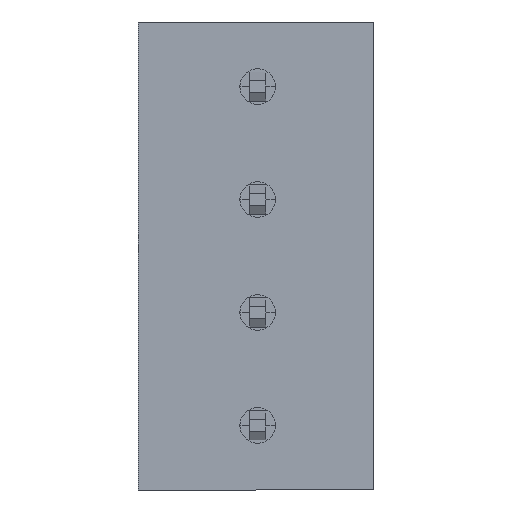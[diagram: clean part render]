
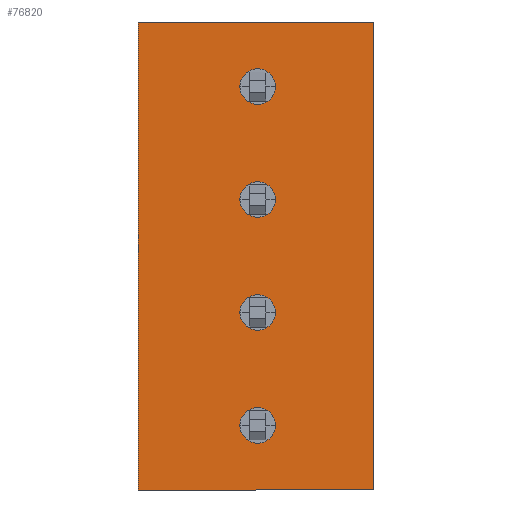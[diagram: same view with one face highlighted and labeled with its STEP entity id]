
A CAD part, front view. The second image highlights one B-rep face of the part: STEP entity #76820.
In plain terms, the highlighted planar face has unit normal (0, -1, 0).
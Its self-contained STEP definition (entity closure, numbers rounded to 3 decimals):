
#3250=CARTESIAN_POINT('',(-84.502,20.821
   ,-2.));
#3260=DIRECTION('',(1.,0.,
   0.));
#3270=VECTOR('',#3260,1.);
#3280=LINE('',#3250,#3270);
#3290=CARTESIAN_POINT('',(-34.955,20.821
   ,-2.));
#3300=VERTEX_POINT('',#3290);
#3310=CARTESIAN_POINT('',(-27.655,20.821
   ,-2.));
#3320=VERTEX_POINT('',#3310);
#3330=EDGE_CURVE('',#3300,#3320,#3280,.T.);
#18120=CARTESIAN_POINT('',(-30.805,
   20.821,7.));
#18130=VERTEX_POINT('',#18120);
#18180=CARTESIAN_POINT('',(-31.355,
   20.821,7.));
#18190=DIRECTION('',(0.,-1.,
   0.));
#18200=DIRECTION('',(1.,0.,
   0.));
#18210=AXIS2_PLACEMENT_3D('',#18180,#18190,#18200);
#18220=CIRCLE('',#18210,0.55);
#18230=CARTESIAN_POINT('',(-31.905,
   20.821,7.));
#18240=VERTEX_POINT('',#18230);
#18250=EDGE_CURVE('',#18240,#18130,#18220,.T.);
#21210=CARTESIAN_POINT('',(-34.955,
   20.821,12.5));
#21220=VERTEX_POINT('',#21210);
#21250=CARTESIAN_POINT('',(-34.955,
   20.821,8.5));
#21260=DIRECTION('',(0.,0.,
   1.));
#21270=VECTOR('',#21260,1.);
#21280=LINE('',#21250,#21270);
#21290=EDGE_CURVE('',#3300,#21220,#21280,.T.);
#21570=CARTESIAN_POINT('',(-31.905,
   20.821,3.5));
#21580=VERTEX_POINT('',#21570);
#21630=CARTESIAN_POINT('',(-31.355,
   20.821,3.5));
#21640=DIRECTION('',(0.,-1.,
   0.));
#21650=DIRECTION('',(1.,0.,
   0.));
#21660=AXIS2_PLACEMENT_3D('',#21630,#21640,#21650);
#21670=CIRCLE('',#21660,0.55);
#21680=CARTESIAN_POINT('',(-30.805,
   20.821,3.5));
#21690=VERTEX_POINT('',#21680);
#21700=EDGE_CURVE('',#21690,#21580,#21670,.T.);
#28700=CARTESIAN_POINT('',(-27.655,
   20.821,12.5));
#28710=VERTEX_POINT('',#28700);
#28830=CARTESIAN_POINT('',(-27.655,
   20.821,12.));
#28840=DIRECTION('',(0.,0.,
   -1.));
#28850=VECTOR('',#28840,1.);
#28860=LINE('',#28830,#28850);
#28870=EDGE_CURVE('',#28710,#3320,#28860,.T.);
#30430=CARTESIAN_POINT('',(-30.805,
   20.821,0.));
#30440=VERTEX_POINT('',#30430);
#30470=CARTESIAN_POINT('',(-31.355,
   20.821,0.));
#30480=DIRECTION('',(0.,-1.,
   0.));
#30490=DIRECTION('',(1.,0.,
   0.));
#30500=AXIS2_PLACEMENT_3D('',#30470,#30480,#30490);
#30510=CIRCLE('',#30500,0.55);
#30520=CARTESIAN_POINT('',(-31.905,
   20.821,0.));
#30530=VERTEX_POINT('',#30520);
#30540=EDGE_CURVE('',#30530,#30440,#30510,.T.);
#51880=CARTESIAN_POINT('',(-30.805,
   20.821,10.5));
#51890=VERTEX_POINT('',#51880);
#51940=CARTESIAN_POINT('',(-31.355,
   20.821,10.5));
#51950=DIRECTION('',(0.,-1.,
   0.));
#51960=DIRECTION('',(1.,0.,
   0.));
#51970=AXIS2_PLACEMENT_3D('',#51940,#51950,#51960);
#51980=CIRCLE('',#51970,0.55);
#51990=CARTESIAN_POINT('',(-31.905,
   20.821,10.5));
#52000=VERTEX_POINT('',#51990);
#52010=EDGE_CURVE('',#52000,#51890,#51980,.T.);
#56360=CARTESIAN_POINT('',(-84.502,
   20.821,12.5));
#56370=DIRECTION('',(1.,0.,
   0.));
#56380=VECTOR('',#56370,1.);
#56390=LINE('',#56360,#56380);
#56400=EDGE_CURVE('',#21220,#28710,#56390,.T.);
#76510=CARTESIAN_POINT('',(-27.655,
   20.821,7.));
#76520=DIRECTION('',(0.,-1.,
   0.));
#76530=DIRECTION('',(-1.,0.,
   0.));
#76540=AXIS2_PLACEMENT_3D('',#76510,#76520,#76530);
#76550=PLANE('',#76540);
#76560=EDGE_CURVE('',#51890,#52000,#51980,.T.);
#76570=ORIENTED_EDGE('',*,*,#76560,.F.);
#76580=ORIENTED_EDGE('',*,*,#52010,.F.);
#76590=EDGE_LOOP('',(#76580,#76570));
#76600=FACE_BOUND('',#76590,.T.);
#76610=ORIENTED_EDGE('',*,*,#18250,.F.);
#76620=EDGE_CURVE('',#18130,#18240,#18220,.T.);
#76630=ORIENTED_EDGE('',*,*,#76620,.F.);
#76640=EDGE_LOOP('',(#76630,#76610));
#76650=FACE_BOUND('',#76640,.T.);
#76660=EDGE_CURVE('',#30440,#30530,#30510,.T.);
#76670=ORIENTED_EDGE('',*,*,#76660,.F.);
#76680=ORIENTED_EDGE('',*,*,#30540,.F.);
#76690=EDGE_LOOP('',(#76680,#76670));
#76700=FACE_BOUND('',#76690,.T.);
#76710=EDGE_CURVE('',#21580,#21690,#21670,.T.);
#76720=ORIENTED_EDGE('',*,*,#76710,.F.);
#76730=ORIENTED_EDGE('',*,*,#21700,.F.);
#76740=EDGE_LOOP('',(#76730,#76720));
#76750=FACE_BOUND('',#76740,.T.);
#76760=ORIENTED_EDGE('',*,*,#56400,.F.);
#76770=ORIENTED_EDGE('',*,*,#28870,.F.);
#76780=ORIENTED_EDGE('',*,*,#3330,.T.);
#76790=ORIENTED_EDGE('',*,*,#21290,.F.);
#76800=EDGE_LOOP('',(#76790,#76780,#76770,#76760));
#76810=FACE_OUTER_BOUND('',#76800,.T.);
#76820=ADVANCED_FACE('',(#76600,#76650,#76700,#76750,#76810),#76550,.T.)
   ;
